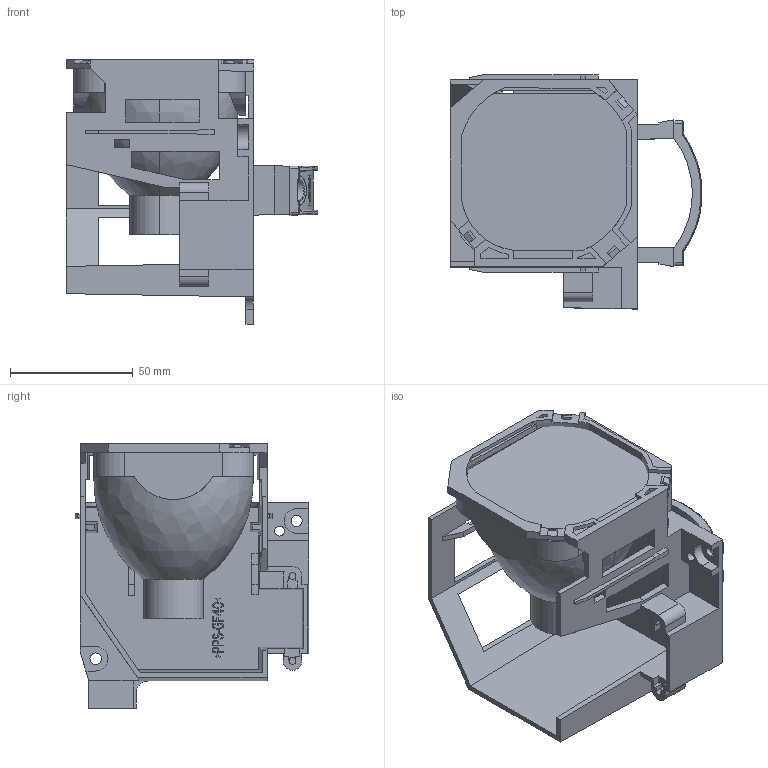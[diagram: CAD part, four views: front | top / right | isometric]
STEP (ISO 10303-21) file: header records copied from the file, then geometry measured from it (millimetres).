
FILE_DESCRIPTION((''),'2;1');
FILE_NAME('ASSY_ASM','2008-08-21T',('ALEJANDROC'),(''),'PRO/ENGINEER BY PARAMETRIC TECHNOLOGY CORPORATION, 2001200','PRO/ENGINEER BY PARAMETRIC TECHNOLOGY CORPORATION, 2001200','');
FILE_SCHEMA(('CONFIG_CONTROL_DESIGN'));
Products named in the file (4): BASE; LAMP_SAMSUNG; HOLDER; ASSY_ASM
Assembly tree (3 placements, depth 2):
  ASSY_ASM
    BASE
    LAMP_SAMSUNG
    HOLDER
Bounding box: 102.59 x 95.27 x 107.75 mm (x, y, z)
Volume: 215812.3 mm3; surface area: 74703.4 mm2
Topology: 3 solids, 3 shells, 2464 faces, 6907 edges, 4587 vertices
Faces by surface type: plane 2346, cylinder 86, bspline 26, torus 4, cone 2
Entity records: 79484 total; most frequent: CARTESIAN_POINT 16182, ORIENTED_EDGE 13814, DIRECTION 11715, EDGE_CURVE 6907, VECTOR 6441, LINE 6441, VERTEX_POINT 4587, EDGE_LOOP 2640
